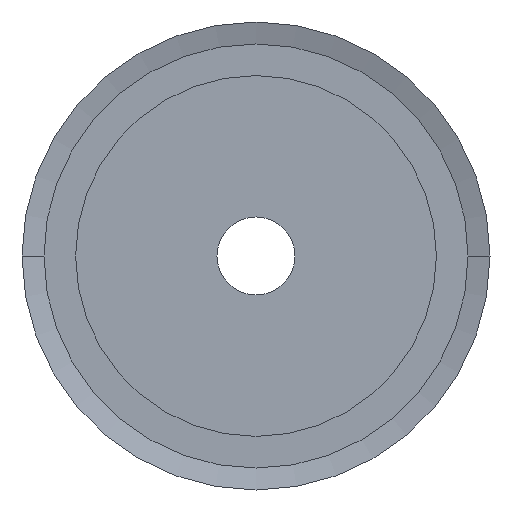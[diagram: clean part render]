
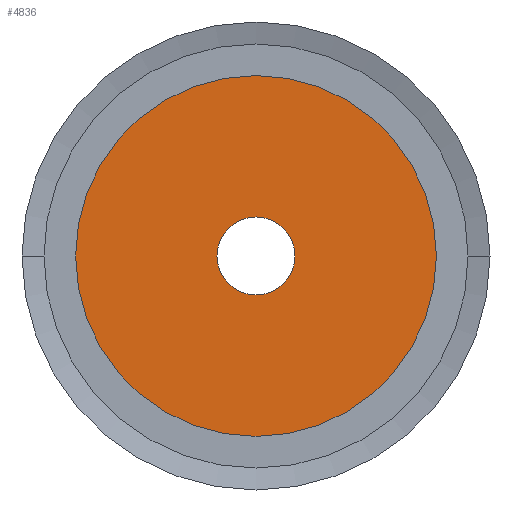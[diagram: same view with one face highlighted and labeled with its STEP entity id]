
A CAD part, left-side view. The second image highlights one B-rep face of the part: STEP entity #4836.
In plain terms, the highlighted planar face has unit normal (-1, 0, 0).
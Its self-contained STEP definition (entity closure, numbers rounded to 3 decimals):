
#4791=CARTESIAN_POINT('',(0.,0.,0.));
#4792=DIRECTION('',(1.,0.,0.));
#4793=DIRECTION('',(0.,0.,-1.));
#4794=AXIS2_PLACEMENT_3D('',#4791,#4792,#4793);
#4795=PLANE('',#4794);
#4796=CARTESIAN_POINT('',(0.,0.,18.5));
#4797=VERTEX_POINT('',#4796);
#4798=CARTESIAN_POINT('',(0.,-0.,-18.5));
#4799=VERTEX_POINT('',#4798);
#4800=CARTESIAN_POINT('',(0.,0.,0.));
#4801=DIRECTION('',(1.,0.,0.));
#4802=DIRECTION('',(0.,0.,-1.));
#4803=AXIS2_PLACEMENT_3D('',#4800,#4801,#4802);
#4804=CIRCLE('',#4803,18.5);
#4805=EDGE_CURVE('',#4797,#4799,#4804,.T.);
#4806=ORIENTED_EDGE('',*,*,#4805,.F.);
#4807=CARTESIAN_POINT('',(0.,0.,0.));
#4808=DIRECTION('',(1.,0.,0.));
#4809=DIRECTION('',(0.,0.,-1.));
#4810=AXIS2_PLACEMENT_3D('',#4807,#4808,#4809);
#4811=CIRCLE('',#4810,18.5);
#4812=EDGE_CURVE('',#4799,#4797,#4811,.T.);
#4813=ORIENTED_EDGE('',*,*,#4812,.F.);
#4814=EDGE_LOOP('',(#4806,#4813));
#4815=FACE_BOUND('',#4814,.T.);
#4816=CARTESIAN_POINT('',(0.,-0.,-4.));
#4817=VERTEX_POINT('',#4816);
#4818=CARTESIAN_POINT('',(0.,0.,4.));
#4819=VERTEX_POINT('',#4818);
#4820=CARTESIAN_POINT('',(0.,0.,0.));
#4821=DIRECTION('',(1.,0.,0.));
#4822=DIRECTION('',(0.,0.,-1.));
#4823=AXIS2_PLACEMENT_3D('',#4820,#4821,#4822);
#4824=CIRCLE('',#4823,4.);
#4825=EDGE_CURVE('',#4817,#4819,#4824,.T.);
#4826=ORIENTED_EDGE('',*,*,#4825,.T.);
#4827=CARTESIAN_POINT('',(0.,0.,0.));
#4828=DIRECTION('',(1.,0.,0.));
#4829=DIRECTION('',(0.,0.,-1.));
#4830=AXIS2_PLACEMENT_3D('',#4827,#4828,#4829);
#4831=CIRCLE('',#4830,4.);
#4832=EDGE_CURVE('',#4819,#4817,#4831,.T.);
#4833=ORIENTED_EDGE('',*,*,#4832,.T.);
#4834=EDGE_LOOP('',(#4826,#4833));
#4835=FACE_BOUND('',#4834,.T.);
#4836=ADVANCED_FACE('',(#4815,#4835),#4795,.F.);
